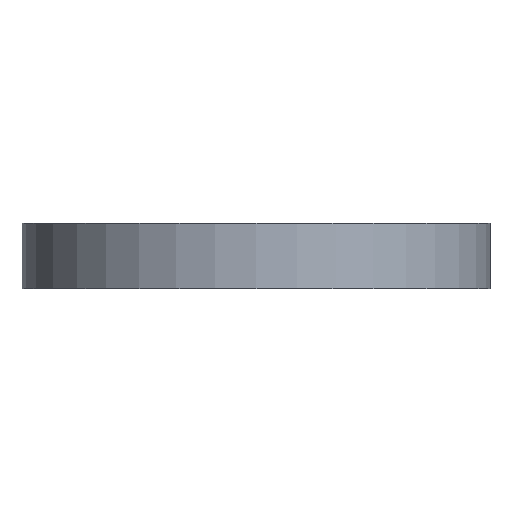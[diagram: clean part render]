
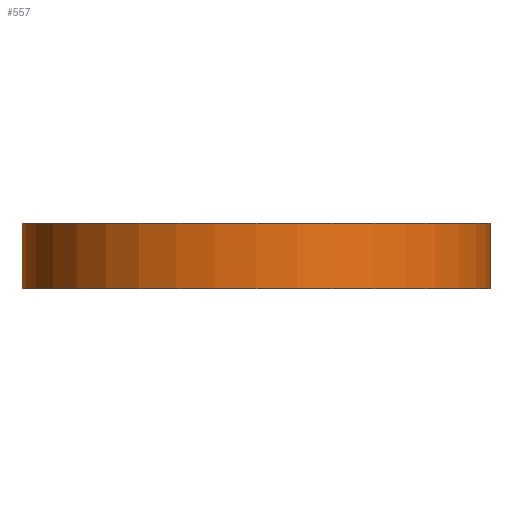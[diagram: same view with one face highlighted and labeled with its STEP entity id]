
A CAD part, front view. The second image highlights one B-rep face of the part: STEP entity #557.
In plain terms, the highlighted cylindrical face has radius 25 mm (diameter 50 mm), a partial arc.
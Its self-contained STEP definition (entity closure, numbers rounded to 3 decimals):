
#38 = CIRCLE ( 'NONE', #495, 25. ) ;
#76 = CARTESIAN_POINT ( 'NONE',  ( 25., 0., 7. ) ) ;
#81 = EDGE_CURVE ( 'NONE', #197, #109, #339, .T. ) ;
#103 = CARTESIAN_POINT ( 'NONE',  ( -25., 0., 7. ) ) ;
#109 = VERTEX_POINT ( 'NONE', #368 ) ;
#118 = DIRECTION ( 'NONE',  ( 1., 0., 0. ) ) ;
#140 = DIRECTION ( 'NONE',  ( 1., 0., 0. ) ) ;
#197 = VERTEX_POINT ( 'NONE', #649 ) ;
#216 = ORIENTED_EDGE ( 'NONE', *, *, #237, .F. ) ;
#235 = CIRCLE ( 'NONE', #660, 25. ) ;
#236 = CARTESIAN_POINT ( 'NONE',  ( 25., 0., 7. ) ) ;
#237 = EDGE_CURVE ( 'NONE', #197, #414, #235, .T. ) ;
#242 = CARTESIAN_POINT ( 'NONE',  ( 0., 0., 0. ) ) ;
#245 = DIRECTION ( 'NONE',  ( 0., 0., -1. ) ) ;
#256 = EDGE_LOOP ( 'NONE', ( #291, #216, #546, #361 ) ) ;
#278 = VECTOR ( 'NONE', #319, 1000. ) ;
#287 = EDGE_CURVE ( 'NONE', #414, #657, #294, .T. ) ;
#291 = ORIENTED_EDGE ( 'NONE', *, *, #287, .F. ) ;
#294 = LINE ( 'NONE', #236, #584 ) ;
#299 = CARTESIAN_POINT ( 'NONE',  ( 0., 0., 7. ) ) ;
#319 = DIRECTION ( 'NONE',  ( 0., 0., -1. ) ) ;
#325 = DIRECTION ( 'NONE',  ( 0., 0., 1. ) ) ;
#339 = LINE ( 'NONE', #103, #278 ) ;
#361 = ORIENTED_EDGE ( 'NONE', *, *, #511, .T. ) ;
#365 = CARTESIAN_POINT ( 'NONE',  ( 25., 0., 0. ) ) ;
#368 = CARTESIAN_POINT ( 'NONE',  ( -25., 0., 0. ) ) ;
#414 = VERTEX_POINT ( 'NONE', #76 ) ;
#446 = DIRECTION ( 'NONE',  ( 0., 0., -1. ) ) ;
#459 = AXIS2_PLACEMENT_3D ( 'NONE', #299, #245, #561 ) ;
#466 = CYLINDRICAL_SURFACE ( 'NONE', #459, 25. ) ;
#494 = FACE_OUTER_BOUND ( 'NONE', #256, .T. ) ;
#495 = AXIS2_PLACEMENT_3D ( 'NONE', #242, #559, #140 ) ;
#511 = EDGE_CURVE ( 'NONE', #109, #657, #38, .T. ) ;
#546 = ORIENTED_EDGE ( 'NONE', *, *, #81, .T. ) ;
#557 = ADVANCED_FACE ( 'NONE', ( #494 ), #466, .T. ) ;
#559 = DIRECTION ( 'NONE',  ( 0., 0., 1. ) ) ;
#561 = DIRECTION ( 'NONE',  ( -1., 0., 0. ) ) ;
#584 = VECTOR ( 'NONE', #446, 1000. ) ;
#590 = CARTESIAN_POINT ( 'NONE',  ( 0., 0., 7. ) ) ;
#649 = CARTESIAN_POINT ( 'NONE',  ( -25., 0., 7. ) ) ;
#657 = VERTEX_POINT ( 'NONE', #365 ) ;
#660 = AXIS2_PLACEMENT_3D ( 'NONE', #590, #325, #118 ) ;
